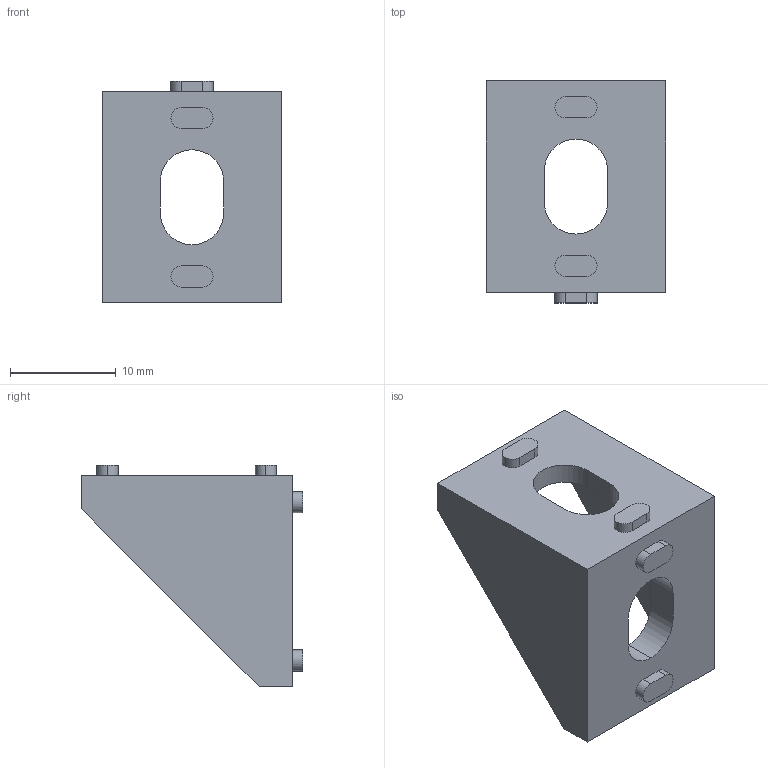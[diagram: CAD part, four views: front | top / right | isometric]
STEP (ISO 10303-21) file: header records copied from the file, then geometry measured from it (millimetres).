
FILE_DESCRIPTION (( 'STEP AP203' ), '1' );
FILE_NAME ('Angle Bracket 2020 Aluminium Profile Joiner.STEP', '2023-08-29T17:33:36', ( '' ), ( '' ), 'SwSTEP 2.0', 'SolidWorks 2013', '' );
FILE_SCHEMA (( 'CONFIG_CONTROL_DESIGN' ));
Length unit declared in the file: millimetre
Products named in the file (1): Angle Bracket 2020 Aluminium Profile Joiner
Bounding box: 17 x 21 x 21 mm (x, y, z)
Volume: 2051.3 mm3; surface area: 2145 mm2
Topology: 1 solids, 1 shells, 45 faces, 117 edges, 78 vertices
Faces by surface type: plane 28, cylinder 17
Entity records: 1470 total; most frequent: DIRECTION 243, CARTESIAN_POINT 241, ORIENTED_EDGE 234, EDGE_CURVE 117, VECTOR 83, LINE 83, AXIS2_PLACEMENT_3D 80, VERTEX_POINT 78
